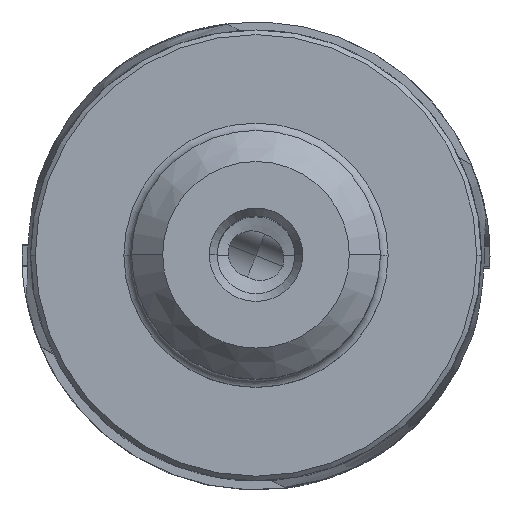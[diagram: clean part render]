
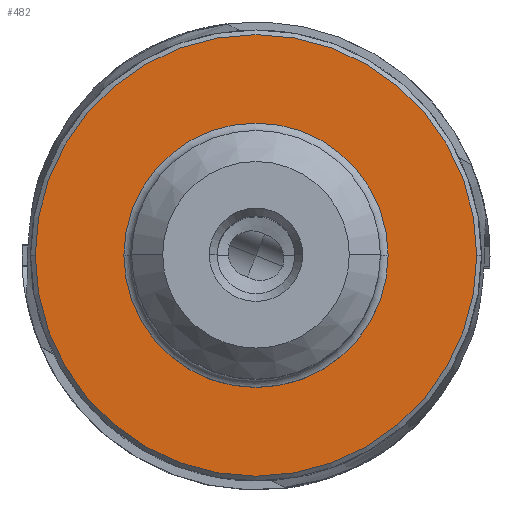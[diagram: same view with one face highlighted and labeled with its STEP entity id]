
A CAD part, top view. The second image highlights one B-rep face of the part: STEP entity #482.
In plain terms, the highlighted planar face has unit normal (0, 0, 1).
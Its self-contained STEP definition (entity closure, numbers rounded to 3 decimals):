
#261=PLANE('',#5808);
#315=FACE_BOUND('',#1085,.T.);
#316=FACE_BOUND('',#1086,.T.);
#482=ADVANCED_FACE('',(#315,#316),#261,.T.);
#1085=EDGE_LOOP('',(#2887,#2888,#2889,#2890));
#1086=EDGE_LOOP('',(#2891,#2892));
#1384=CIRCLE('',#5801,14.2);
#1385=CIRCLE('',#5802,14.2);
#1386=CIRCLE('',#5804,14.2);
#1387=CIRCLE('',#5805,14.2);
#1388=CIRCLE('',#5806,8.3);
#1389=CIRCLE('',#5807,8.3);
#2887=ORIENTED_EDGE('',*,*,#4732,.F.);
#2888=ORIENTED_EDGE('',*,*,#4731,.F.);
#2889=ORIENTED_EDGE('',*,*,#4733,.F.);
#2890=ORIENTED_EDGE('',*,*,#4734,.F.);
#2891=ORIENTED_EDGE('',*,*,#4735,.F.);
#2892=ORIENTED_EDGE('',*,*,#4736,.F.);
#4059=VERTEX_POINT('',#10048);
#4060=VERTEX_POINT('',#10050);
#4061=VERTEX_POINT('',#10052);
#4062=VERTEX_POINT('',#10056);
#4063=VERTEX_POINT('',#10059);
#4064=VERTEX_POINT('',#10060);
#4731=EDGE_CURVE('',#4060,#4061,#1384,.T.);
#4732=EDGE_CURVE('',#4061,#4059,#1385,.T.);
#4733=EDGE_CURVE('',#4062,#4060,#1386,.T.);
#4734=EDGE_CURVE('',#4059,#4062,#1387,.T.);
#4735=EDGE_CURVE('',#4063,#4064,#1388,.T.);
#4736=EDGE_CURVE('',#4064,#4063,#1389,.T.);
#5801=AXIS2_PLACEMENT_3D('',#10051,#6837,#6838);
#5802=AXIS2_PLACEMENT_3D('',#10053,#6839,#6840);
#5804=AXIS2_PLACEMENT_3D('',#10055,#6843,#6844);
#5805=AXIS2_PLACEMENT_3D('',#10057,#6845,#6846);
#5806=AXIS2_PLACEMENT_3D('',#10058,#6847,#6848);
#5807=AXIS2_PLACEMENT_3D('',#10061,#6849,#6850);
#5808=AXIS2_PLACEMENT_3D('',#10062,#6851,#6852);
#6837=DIRECTION('',(0.,0.,-1.));
#6838=DIRECTION('',(-1.,0.,0.));
#6839=DIRECTION('',(0.,0.,-1.));
#6840=DIRECTION('',(0.,1.,0.));
#6843=DIRECTION('',(0.,0.,-1.));
#6844=DIRECTION('',(0.,-1.,0.));
#6845=DIRECTION('',(0.,0.,-1.));
#6846=DIRECTION('',(1.,0.,0.));
#6847=DIRECTION('',(0.,0.,1.));
#6848=DIRECTION('',(1.,0.,0.));
#6849=DIRECTION('',(0.,0.,1.));
#6850=DIRECTION('',(-1.,0.,0.));
#6851=DIRECTION('',(0.,0.,1.));
#6852=DIRECTION('',(1.,0.,0.));
#10048=CARTESIAN_POINT('',(14.2,0.,0.));
#10050=CARTESIAN_POINT('',(-14.2,0.,0.));
#10051=CARTESIAN_POINT('',(0.,0.,0.));
#10052=CARTESIAN_POINT('',(0.,14.2,0.));
#10053=CARTESIAN_POINT('',(0.,0.,0.));
#10055=CARTESIAN_POINT('',(0.,0.,0.));
#10056=CARTESIAN_POINT('',(0.,-14.2,0.));
#10057=CARTESIAN_POINT('',(0.,0.,0.));
#10058=CARTESIAN_POINT('',(0.,0.,0.));
#10059=CARTESIAN_POINT('',(8.3,0.,0.));
#10060=CARTESIAN_POINT('',(-8.3,0.,0.));
#10061=CARTESIAN_POINT('',(0.,0.,0.));
#10062=CARTESIAN_POINT('',(0.,0.,0.));
